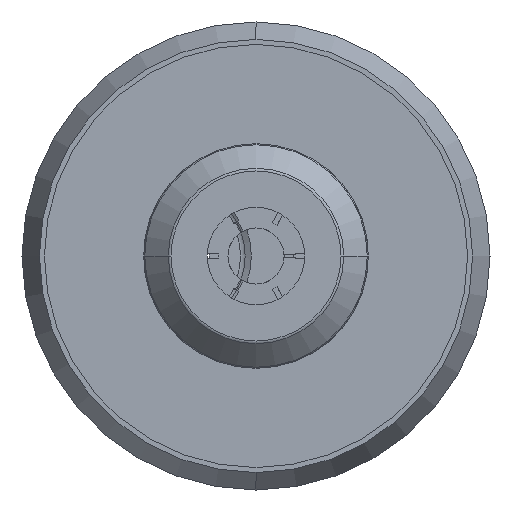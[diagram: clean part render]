
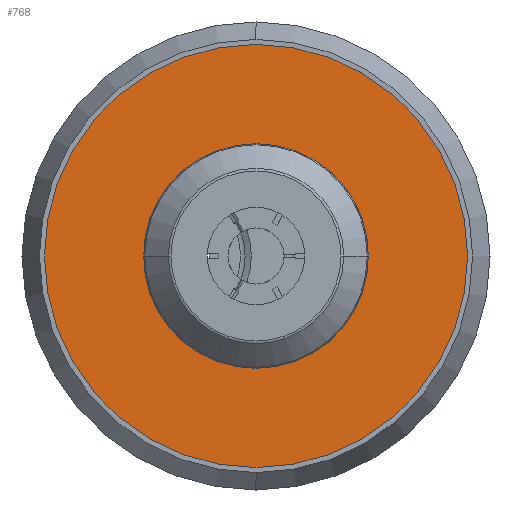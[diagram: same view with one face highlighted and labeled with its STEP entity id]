
A CAD part, left-side view. The second image highlights one B-rep face of the part: STEP entity #768.
In plain terms, the highlighted planar face has unit normal (-1, 0, 0).
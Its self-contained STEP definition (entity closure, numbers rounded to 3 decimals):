
#595 = VERTEX_POINT ( 'NONE', #3276 ) ;
#609 = ORIENTED_EDGE ( 'NONE', *, *, #762, .T. ) ;
#610 = EDGE_CURVE ( 'NONE', #595, #772, #3218, .T. ) ;
#759 = ORIENTED_EDGE ( 'NONE', *, *, #610, .F. ) ;
#760 = EDGE_LOOP ( 'NONE', ( #609, #808 ) ) ;
#762 = EDGE_CURVE ( 'NONE', #810, #815, #3326, .T. ) ;
#765 = ORIENTED_EDGE ( 'NONE', *, *, #771, .F. ) ;
#768 = ADVANCED_FACE ( 'NONE', ( #3510, #3506 ), #3503, .T. ) ;
#770 = EDGE_LOOP ( 'NONE', ( #765, #759 ) ) ;
#771 = EDGE_CURVE ( 'NONE', #772, #595, #3330, .T. ) ;
#772 = VERTEX_POINT ( 'NONE', #3461 ) ;
#784 = EDGE_CURVE ( 'NONE', #815, #810, #3590, .T. ) ;
#808 = ORIENTED_EDGE ( 'NONE', *, *, #784, .T. ) ;
#810 = VERTEX_POINT ( 'NONE', #3654 ) ;
#815 = VERTEX_POINT ( 'NONE', #3639 ) ;
#3211 = DIRECTION ( 'NONE',  ( 0., -1., 0. ) ) ;
#3212 = DIRECTION ( 'NONE',  ( -1., 0., 0. ) ) ;
#3213 = CARTESIAN_POINT ( 'NONE',  ( -47.625, 9.419, 36.476 ) ) ;
#3218 = CIRCLE ( 'NONE', #3227, 5.3 ) ;
#3227 = AXIS2_PLACEMENT_3D ( 'NONE', #3213, #3212, #3211 ) ;
#3276 = CARTESIAN_POINT ( 'NONE',  ( -47.625, 4.119, 36.476 ) ) ;
#3326 = CIRCLE ( 'NONE', #3351, 11.3 ) ;
#3327 = CARTESIAN_POINT ( 'NONE',  ( -47.625, 9.419, 36.476 ) ) ;
#3330 = CIRCLE ( 'NONE', #3459, 5.3 ) ;
#3337 = CARTESIAN_POINT ( 'NONE',  ( -47.625, 9.419, 36.476 ) ) ;
#3338 = DIRECTION ( 'NONE',  ( -1., 0., 0. ) ) ;
#3351 = AXIS2_PLACEMENT_3D ( 'NONE', #3337, #3338, #3507 ) ;
#3456 = DIRECTION ( 'NONE',  ( 0., -1., 0. ) ) ;
#3457 = DIRECTION ( 'NONE',  ( -1., 0., 0. ) ) ;
#3458 = CARTESIAN_POINT ( 'NONE',  ( -47.625, 9.419, 36.476 ) ) ;
#3459 = AXIS2_PLACEMENT_3D ( 'NONE', #3458, #3457, #3456 ) ;
#3461 = CARTESIAN_POINT ( 'NONE',  ( -47.625, 14.719, 36.476 ) ) ;
#3470 = DIRECTION ( 'NONE',  ( 0., -1., 0. ) ) ;
#3471 = DIRECTION ( 'NONE',  ( -1., 0., 0. ) ) ;
#3503 = PLANE ( 'NONE',  #3505 ) ;
#3505 = AXIS2_PLACEMENT_3D ( 'NONE', #3327, #3471, #3470 ) ;
#3506 = FACE_BOUND ( 'NONE', #770, .T. ) ;
#3507 = DIRECTION ( 'NONE',  ( 0., -1., 0. ) ) ;
#3510 = FACE_OUTER_BOUND ( 'NONE', #760, .T. ) ;
#3586 = DIRECTION ( 'NONE',  ( 0., -1., 0. ) ) ;
#3587 = DIRECTION ( 'NONE',  ( -1., 0., 0. ) ) ;
#3588 = CARTESIAN_POINT ( 'NONE',  ( -47.625, 9.419, 36.476 ) ) ;
#3589 = AXIS2_PLACEMENT_3D ( 'NONE', #3588, #3587, #3586 ) ;
#3590 = CIRCLE ( 'NONE', #3589, 11.3 ) ;
#3639 = CARTESIAN_POINT ( 'NONE',  ( -47.625, -1.881, 36.476 ) ) ;
#3654 = CARTESIAN_POINT ( 'NONE',  ( -47.625, 20.719, 36.476 ) ) ;
